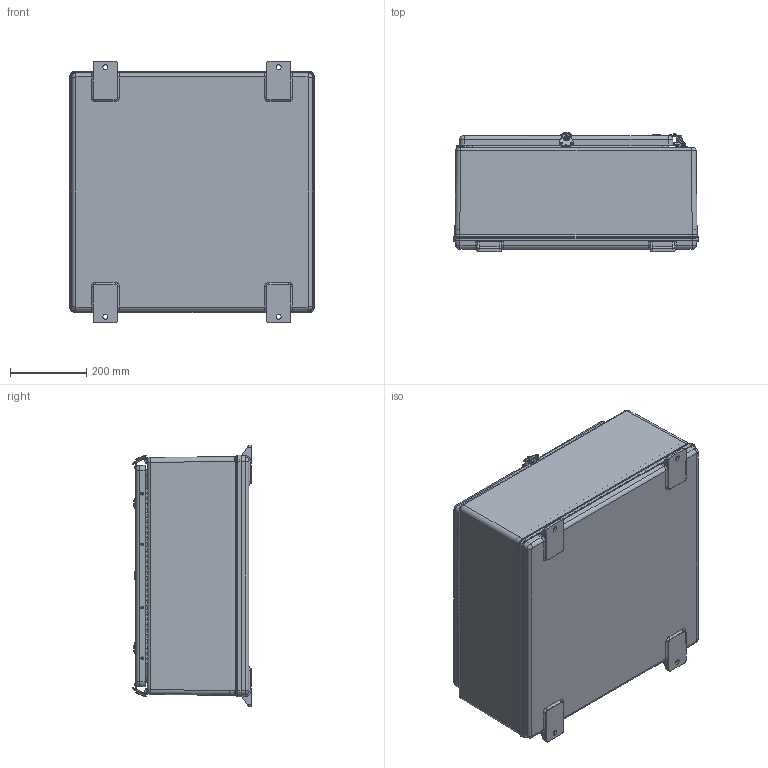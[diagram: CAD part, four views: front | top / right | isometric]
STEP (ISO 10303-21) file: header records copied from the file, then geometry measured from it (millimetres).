
FILE_DESCRIPTION (( 'STEP AP214' ), '1' );
FILE_NAME ('T242410HWTSL.STEP', '2020-10-06T15:59:11', ( '' ), ( '' ), 'SwSTEP 2.0', 'SolidWorks 2019', '' );
FILE_SCHEMA (( 'AUTOMOTIVE_DESIGN' ));
Length unit declared in the file: inch
Products named in the file (1): T242410HWTSL
Bounding box: 641.35 x 310.9 x 685.8 mm (x, y, z)
Volume: 8272761 mm3; surface area: 3448093.1 mm2
Topology: 62 solids, 62 shells, 1828 faces, 4445 edges, 2732 vertices
Faces by surface type: plane 726, cylinder 717, bspline 292, torus 48, cone 45
Full cylindrical faces by diameter (mm): 1.587 x4, 1.588 x12, 1.651 x8, 3.175 x37, 3.302 x48, 3.429 x8, 3.5 x8, 3.556 x16, 3.683 x2, 3.969 x8, 4.762 x4, 4.763 x4, 5 x1, 5.08 x8, 5.105 x1, 5.11 x1, 5.5 x1, 6.35 x1, 7.137 x6, 7.544 x8, 8.64 x2, 9.9 x1, 10 x1, 10.2 x1, 10.312 x1, 12.8 x1, 12.954 x2, 12.959 x2, 13.5 x1, 14.3 x4
Entity records: 65847 total; most frequent: CARTESIAN_POINT 24982, ORIENTED_EDGE 8084, DIRECTION 7937, EDGE_CURVE 4042, AXIS2_PLACEMENT_3D 2953, VERTEX_POINT 2669, EDGE_LOOP 2453, FACE_OUTER_BOUND 2096
